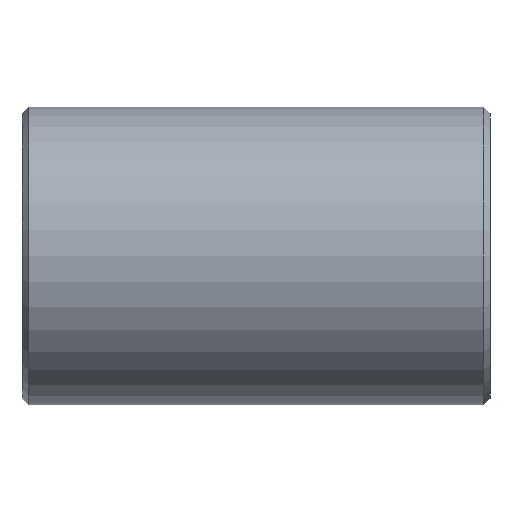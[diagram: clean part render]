
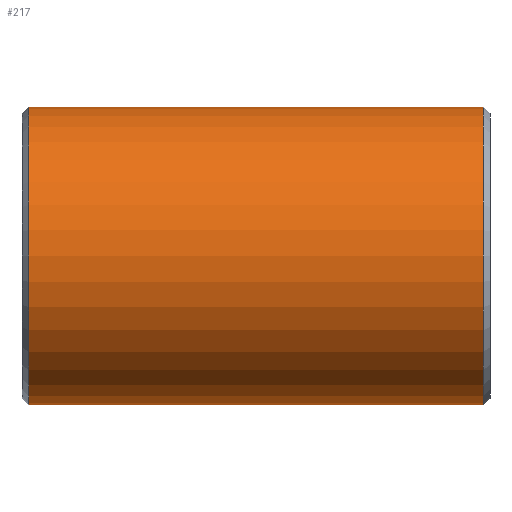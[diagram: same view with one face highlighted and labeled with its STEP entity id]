
A CAD part, front view. The second image highlights one B-rep face of the part: STEP entity #217.
In plain terms, the highlighted cylindrical face has radius 177.8 mm (diameter 355.6 mm), a partial arc.
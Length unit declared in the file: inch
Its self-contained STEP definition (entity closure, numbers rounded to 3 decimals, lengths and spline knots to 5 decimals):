
#39 = CIRCLE ( 'NONE', #748, 7. ) ;
#51 = CARTESIAN_POINT ( 'NONE',  ( -10.68733, 0., -7. ) ) ;
#64 = EDGE_CURVE ( 'NONE', #582, #544, #597, .T. ) ;
#81 = CARTESIAN_POINT ( 'NONE',  ( 11., 0., 7. ) ) ;
#99 = CARTESIAN_POINT ( 'NONE',  ( 10.68733, 0., 7. ) ) ;
#101 = VECTOR ( 'NONE', #984, 39.37008 ) ;
#137 = ORIENTED_EDGE ( 'NONE', *, *, #386, .F. ) ;
#151 = CARTESIAN_POINT ( 'NONE',  ( 10.68733, 0., -7. ) ) ;
#152 = CARTESIAN_POINT ( 'NONE',  ( -10.68733, 0., 0. ) ) ;
#217 = ADVANCED_FACE ( 'NONE', ( #524 ), #610, .T. ) ;
#252 = CARTESIAN_POINT ( 'NONE',  ( 10.68733, 0., 0. ) ) ;
#324 = AXIS2_PLACEMENT_3D ( 'NONE', #687, #979, #836 ) ;
#382 = CIRCLE ( 'NONE', #604, 7. ) ;
#386 = EDGE_CURVE ( 'NONE', #745, #785, #465, .T. ) ;
#395 = DIRECTION ( 'NONE',  ( 0., 0., -1. ) ) ;
#406 = ORIENTED_EDGE ( 'NONE', *, *, #919, .T. ) ;
#441 = EDGE_LOOP ( 'NONE', ( #137, #721, #877, #406 ) ) ;
#445 = DIRECTION ( 'NONE',  ( 1., 0., 0. ) ) ;
#448 = EDGE_CURVE ( 'NONE', #745, #582, #382, .T. ) ;
#465 = LINE ( 'NONE', #559, #692 ) ;
#474 = CARTESIAN_POINT ( 'NONE',  ( -10.68733, 0., 7. ) ) ;
#524 = FACE_OUTER_BOUND ( 'NONE', #441, .T. ) ;
#544 = VERTEX_POINT ( 'NONE', #474 ) ;
#559 = CARTESIAN_POINT ( 'NONE',  ( 11., 0., -7. ) ) ;
#582 = VERTEX_POINT ( 'NONE', #99 ) ;
#597 = LINE ( 'NONE', #81, #101 ) ;
#604 = AXIS2_PLACEMENT_3D ( 'NONE', #252, #849, #395 ) ;
#610 = CYLINDRICAL_SURFACE ( 'NONE', #324, 7. ) ;
#681 = DIRECTION ( 'NONE',  ( 0., 0., 1. ) ) ;
#687 = CARTESIAN_POINT ( 'NONE',  ( 11., 0., 0. ) ) ;
#692 = VECTOR ( 'NONE', #698, 39.37008 ) ;
#698 = DIRECTION ( 'NONE',  ( -1., 0., 0. ) ) ;
#721 = ORIENTED_EDGE ( 'NONE', *, *, #448, .T. ) ;
#745 = VERTEX_POINT ( 'NONE', #151 ) ;
#748 = AXIS2_PLACEMENT_3D ( 'NONE', #152, #445, #681 ) ;
#785 = VERTEX_POINT ( 'NONE', #51 ) ;
#836 = DIRECTION ( 'NONE',  ( 0., 0., 1. ) ) ;
#849 = DIRECTION ( 'NONE',  ( -1., 0., 0. ) ) ;
#877 = ORIENTED_EDGE ( 'NONE', *, *, #64, .T. ) ;
#919 = EDGE_CURVE ( 'NONE', #544, #785, #39, .T. ) ;
#979 = DIRECTION ( 'NONE',  ( -1., 0., 0. ) ) ;
#984 = DIRECTION ( 'NONE',  ( -1., 0., 0. ) ) ;
